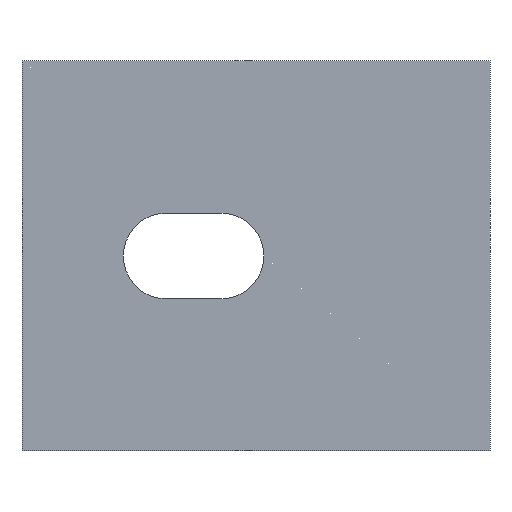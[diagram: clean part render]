
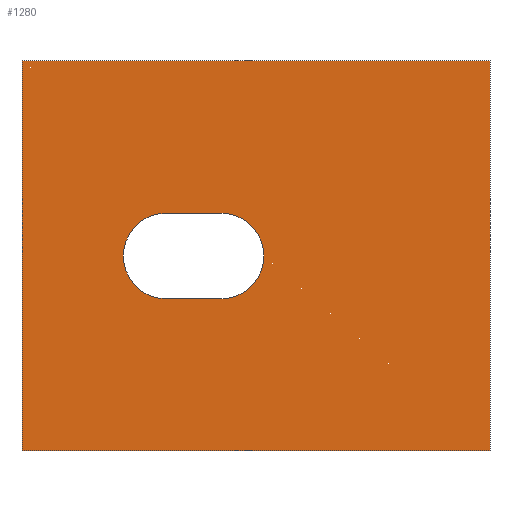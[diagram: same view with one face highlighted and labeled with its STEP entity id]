
A CAD part, left-side view. The second image highlights one B-rep face of the part: STEP entity #1280.
In plain terms, the highlighted planar face has unit normal (-1, 0, 0).
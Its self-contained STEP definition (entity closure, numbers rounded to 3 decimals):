
#1037=DIRECTION('',(0.,1.,0.));
#1038=VECTOR('',#1037,60.);
#1039=CARTESIAN_POINT('',(-5.,-8.,12.207));
#1040=LINE('',#1039,#1038);
#1061=DIRECTION('',(0.,0.,-1.));
#1062=VECTOR('',#1061,50.);
#1063=CARTESIAN_POINT('',(-5.,-8.,62.207));
#1064=LINE('',#1063,#1062);
#1065=DIRECTION('',(0.,0.,-1.));
#1066=VECTOR('',#1065,50.);
#1067=CARTESIAN_POINT('',(-5.,52.,62.207));
#1068=LINE('',#1067,#1066);
#1069=DIRECTION('',(0.,1.,0.));
#1070=VECTOR('',#1069,60.);
#1071=CARTESIAN_POINT('',(-5.,-8.,62.207));
#1072=LINE('',#1071,#1070);
#1073=CARTESIAN_POINT('',(-5.,33.5,37.207));
#1074=DIRECTION('',(1.,0.,0.));
#1075=DIRECTION('',(0.,1.,0.));
#1076=AXIS2_PLACEMENT_3D('',#1073,#1074,#1075);
#1078=CARTESIAN_POINT('',(-5.,33.5,37.207));
#1079=DIRECTION('',(1.,0.,0.));
#1080=DIRECTION('',(0.,0.,-1.));
#1081=AXIS2_PLACEMENT_3D('',#1078,#1079,#1080);
#1083=DIRECTION('',(0.,1.,0.));
#1084=VECTOR('',#1083,7.);
#1085=CARTESIAN_POINT('',(-5.,26.5,31.707));
#1086=LINE('',#1085,#1084);
#1087=CARTESIAN_POINT('',(-5.,26.5,37.207));
#1088=DIRECTION('',(1.,0.,0.));
#1089=DIRECTION('',(0.,-1.,0.));
#1090=AXIS2_PLACEMENT_3D('',#1087,#1088,#1089);
#1092=CARTESIAN_POINT('',(-5.,26.5,37.207));
#1093=DIRECTION('',(1.,0.,0.));
#1094=DIRECTION('',(0.,0.,1.));
#1095=AXIS2_PLACEMENT_3D('',#1092,#1093,#1094);
#1097=DIRECTION('',(0.,1.,0.));
#1098=VECTOR('',#1097,7.);
#1099=CARTESIAN_POINT('',(-5.,26.5,42.707));
#1100=LINE('',#1099,#1098);
#1149=CARTESIAN_POINT('',(-5.,-8.,12.207));
#1150=CARTESIAN_POINT('',(-5.,52.,12.207));
#1151=VERTEX_POINT('',#1149);
#1152=VERTEX_POINT('',#1150);
#1153=CARTESIAN_POINT('',(-5.,52.,62.207));
#1154=VERTEX_POINT('',#1153);
#1155=CARTESIAN_POINT('',(-5.,-8.,62.207));
#1156=VERTEX_POINT('',#1155);
#1157=CARTESIAN_POINT('',(-5.,39.,37.207));
#1158=CARTESIAN_POINT('',(-5.,33.5,42.707));
#1159=VERTEX_POINT('',#1157);
#1160=VERTEX_POINT('',#1158);
#1161=CARTESIAN_POINT('',(-5.,33.5,31.707));
#1162=VERTEX_POINT('',#1161);
#1163=CARTESIAN_POINT('',(-5.,26.5,31.707));
#1164=VERTEX_POINT('',#1163);
#1165=CARTESIAN_POINT('',(-5.,21.,37.207));
#1166=VERTEX_POINT('',#1165);
#1167=CARTESIAN_POINT('',(-5.,26.5,42.707));
#1168=VERTEX_POINT('',#1167);
#1255=CARTESIAN_POINT('',(-5.,47.242,42.647));
#1256=DIRECTION('',(-1.,0.,0.));
#1257=DIRECTION('',(0.,-1.,0.));
#1258=AXIS2_PLACEMENT_3D('',#1255,#1256,#1257);
#1259=PLANE('',#1258);
#1260=ORIENTED_EDGE('',*,*,#1249,.T.);
#1261=ORIENTED_EDGE('',*,*,#1207,.T.);
#1262=ORIENTED_EDGE('',*,*,#1222,.F.);
#1263=ORIENTED_EDGE('',*,*,#1236,.F.);
#1264=EDGE_LOOP('',(#1260,#1261,#1262,#1263));
#1265=FACE_OUTER_BOUND('',#1264,.F.);
#1267=ORIENTED_EDGE('',*,*,#1266,.T.);
#1269=ORIENTED_EDGE('',*,*,#1268,.F.);
#1271=ORIENTED_EDGE('',*,*,#1270,.F.);
#1273=ORIENTED_EDGE('',*,*,#1272,.F.);
#1275=ORIENTED_EDGE('',*,*,#1274,.F.);
#1277=ORIENTED_EDGE('',*,*,#1276,.F.);
#1278=EDGE_LOOP('',(#1267,#1269,#1271,#1273,#1275,#1277));
#1279=FACE_BOUND('',#1278,.F.);
#1280=ADVANCED_FACE('',(#1265,#1279),#1259,.T.);
#1077=CIRCLE('',#1076,5.5);
#1082=CIRCLE('',#1081,5.5);
#1091=CIRCLE('',#1090,5.5);
#1096=CIRCLE('',#1095,5.5);
#1207=EDGE_CURVE('',#1151,#1152,#1040,.T.);
#1222=EDGE_CURVE('',#1154,#1152,#1068,.T.);
#1236=EDGE_CURVE('',#1156,#1154,#1072,.T.);
#1249=EDGE_CURVE('',#1156,#1151,#1064,.T.);
#1266=EDGE_CURVE('',#1168,#1160,#1100,.T.);
#1268=EDGE_CURVE('',#1159,#1160,#1077,.T.);
#1270=EDGE_CURVE('',#1162,#1159,#1082,.T.);
#1272=EDGE_CURVE('',#1164,#1162,#1086,.T.);
#1274=EDGE_CURVE('',#1166,#1164,#1091,.T.);
#1276=EDGE_CURVE('',#1168,#1166,#1096,.T.);
